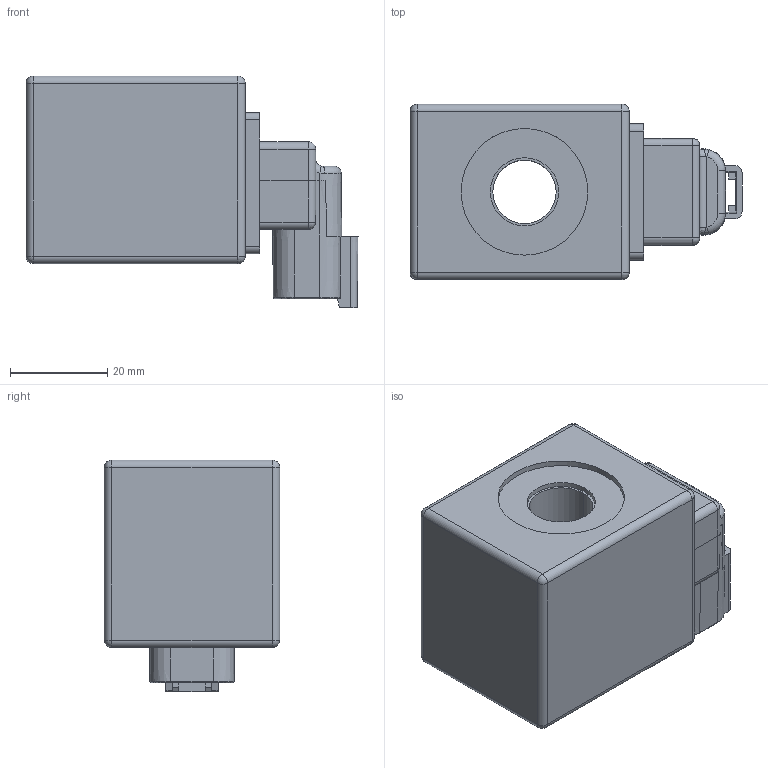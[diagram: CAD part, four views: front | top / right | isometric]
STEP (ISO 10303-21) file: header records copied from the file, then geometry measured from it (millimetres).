
FILE_DESCRIPTION (( 'STEP AP203' ), '1' );
FILE_NAME ('EC04W200F.STEP', '2021-05-06T08:10:02', ( '' ), ( '' ), 'SwSTEP 2.0', 'SolidWorks 2018', '' );
FILE_SCHEMA (( 'CONFIG_CONTROL_DESIGN' ));
Length unit declared in the file: millimetre
Products named in the file (1): EC04W200F
Bounding box: 68.15 x 36 x 47.6 mm (x, y, z)
Volume: 64310.9 mm3; surface area: 13992 mm2
Topology: 1 solids, 1 shells, 181 faces, 450 edges, 268 vertices
Faces by surface type: plane 76, cylinder 56, cone 21, sphere 18, torus 6, bspline 4
Entity records: 5542 total; most frequent: CARTESIAN_POINT 1236, DIRECTION 907, ORIENTED_EDGE 876, EDGE_CURVE 438, AXIS2_PLACEMENT_3D 331, VERTEX_POINT 266, LINE 245, VECTOR 245
